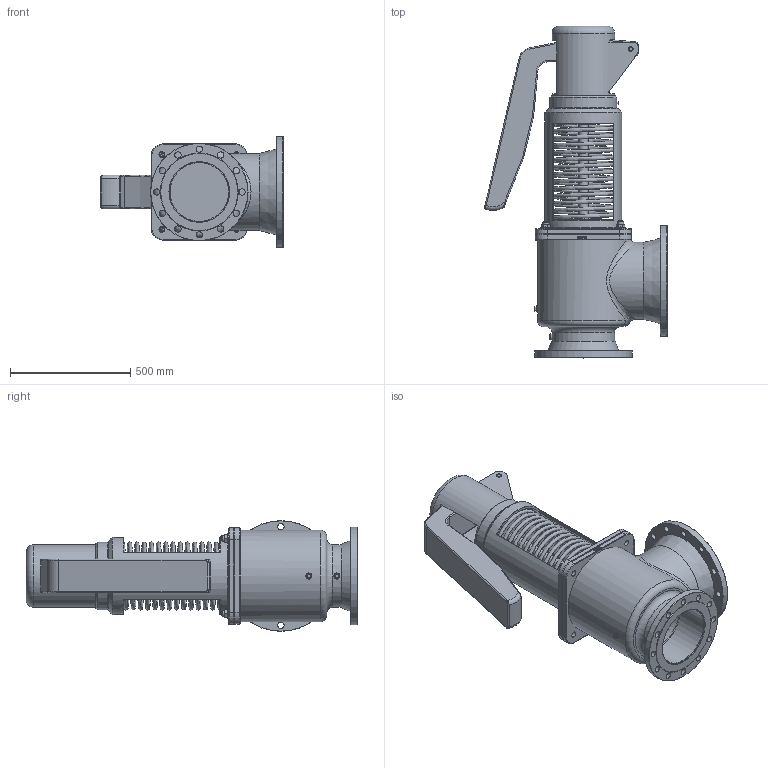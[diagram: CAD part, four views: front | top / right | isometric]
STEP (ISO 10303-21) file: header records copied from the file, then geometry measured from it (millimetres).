
FILE_DESCRIPTION(/* description */ (''),/* implementation_level */ '2;1');
FILE_NAME(/* name */ 'DN250_3D_STEP.stp',/* time_stamp */ '2023-12-21T15:43:45+03:00',/* author */ ('igorr'),/* organization */ (''),/* preprocessor_version */ 'ST-DEVELOPER v19.2',/* originating_system */ 'Autodesk Inventor 2023',/* authorisation */ '');
FILE_SCHEMA (('AUTOMOTIVE_DESIGN { 1 0 10303 214 3 1 1 }'));
Length unit declared in the file: millimetre
Products named in the file (9): Сборка; Деталь1; Деталь3; Деталь4; Деталь5; Деталь2; AS 1110 - M10 x 16; AS 1421 - M24 x 60 засверленный 
конец; DIN 6923 - M20
Assembly tree (15 placements, depth 2):
  Сборка
    Деталь1
    Деталь3
    Деталь4
    Деталь5
    Деталь2
    AS 1110 - M10 x 16  x2
    AS 1421 - M24 x 60 засверленный 
конец  x4
    DIN 6923 - M20  x4
Bounding box: 760.62 x 1379 x 460 mm (x, y, z)
Volume: 59847969 mm3; surface area: 5207903.2 mm2
Topology: 15 solids, 15 shells, 540 faces, 1268 edges, 797 vertices
Faces by surface type: plane 245, cylinder 137, cone 79, torus 47, bspline 32
Full cylindrical faces by diameter (mm): 10 x4, 12 x2, 15 x2, 16 x2, 17.294 x4, 20 x2, 23.651 x1, 24 x12, 25 x2, 26 x24, 30 x1, 40 x1, 60 x1, 110 x1, 150 x3, 156 x2, 230 x1, 244.255 x1, 250 x2, 260 x3, 270 x2, 280 x1, 300 x3, 320 x2, 350 x1, 405 x1, 460 x1
Entity records: 21015 total; most frequent: CARTESIAN_POINT 10818, DIRECTION 2007, ORIENTED_EDGE 1898, EDGE_CURVE 949, AXIS2_PLACEMENT_3D 794, VERTEX_POINT 605, EDGE_LOOP 530, LINE 419
